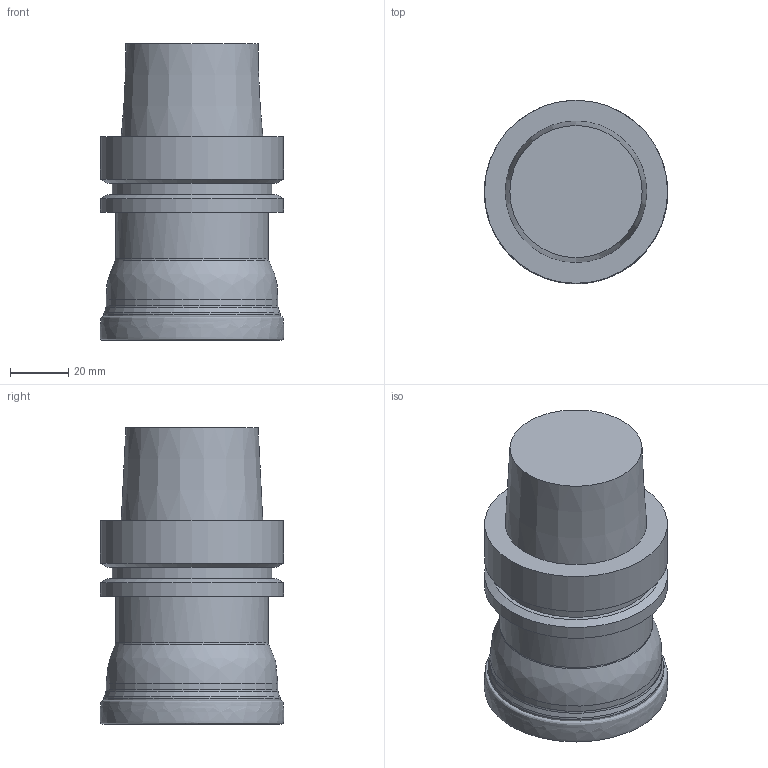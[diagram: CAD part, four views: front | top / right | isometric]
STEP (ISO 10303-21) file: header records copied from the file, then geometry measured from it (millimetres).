
FILE_DESCRIPTION(/* description */ (''),/* implementation_level */ '2;1');
FILE_NAME(/* name */ 'toolassembly_1.stp',/* time_stamp */ '2018-06-25T15:40:01+02:00',/* author */ (''),/* organization */ ('SMS'),/* preprocessor_version */ 'ST-DEVELOPER v15',/* originating_system */ 'SIEMENS PLM Software NX 8.5',/* authorisation */ '');
FILE_SCHEMA (('AUTOMOTIVE_DESIGN { 1 0 10303 214 3 1 1 1 }'));
Length unit declared in the file: millimetre
Products named in the file (4): ASSEMBLY_CONSTRUCTION; CUT_20180625153929; NOCUT_20180625153926; TOOLASSEMBLY_1
Assembly tree (3 placements, depth 2):
  TOOLASSEMBLY_1
    NOCUT_20180625153926
    CUT_20180625153929
    ASSEMBLY_CONSTRUCTION
Bounding box: 63.02 x 63.01 x 101.91 mm (x, y, z)
Volume: 252653.6 mm3; surface area: 30736.6 mm2
Topology: 2 solids, 2 shells, 28 faces, 55 edges, 47 vertices
Faces by surface type: plane 7, cone 7, torus 7, cylinder 5, revolution 1, bspline 1
Full cylindrical faces by diameter (mm): 52.5 x1, 54.95 x1, 59 x1, 62.94 x2
Entity records: 5668 total; most frequent: CARTESIAN_POINT 4950, DIRECTION 139, AXIS2_PLACEMENT_3D 69, EDGE_LOOP 52, ORIENTED_EDGE 52, FACE_BOUND 51, STYLED_ITEM 29, PRESENTATION_STYLE_ASSIGNMENT 29
